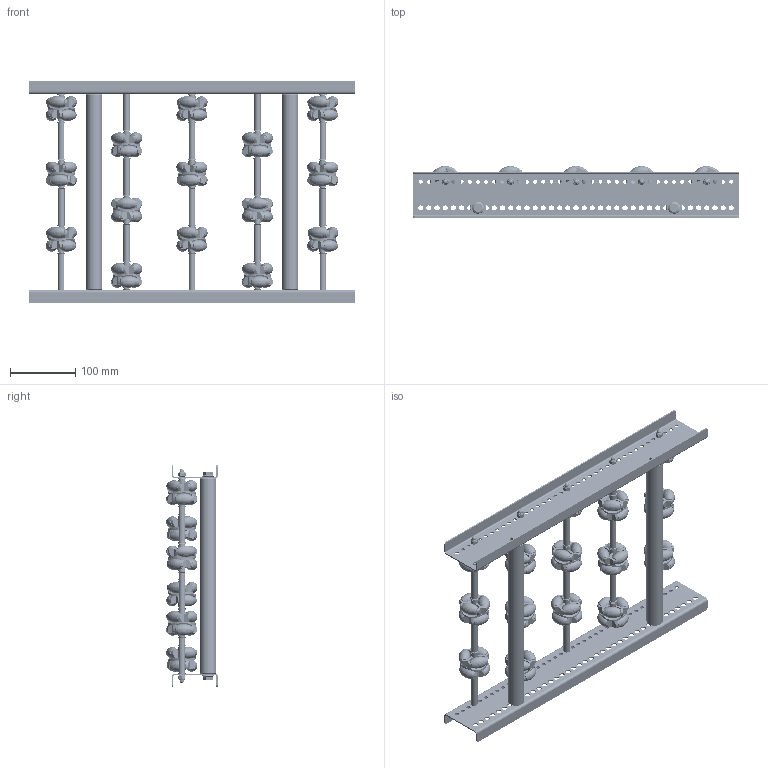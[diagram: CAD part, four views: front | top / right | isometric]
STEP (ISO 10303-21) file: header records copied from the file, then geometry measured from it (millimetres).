
FILE_DESCRIPTION (( 'STEP AP214' ), '1' );
FILE_NAME ('0052573.step', '2021-10-26T12:34:17', ( '' ), ( '' ), 'SwSTEP 2.0', 'SolidWorks 2020', '' );
FILE_SCHEMA (( 'AUTOMOTIVE_DESIGN' ));
Length unit declared in the file: millimetre
Products named in the file (13): 0019730_Tragrollenrohr-Ø10x1,75KU_KFG_0019730_L=55; 0015028_AWR48; Traversen_KFG_L300; Profil-RB-20x70x20x2_S100208_U-PROFIL-20-70-20-2-RB-L=500; S100994_Sperrzahnschraube_M08x16-8.8-A2K; 0027528_BUCHSE-HOHLNIETE ZU AWR48; AWR-Achse-f黵-Konfiguration_L300; 0019719_Gewindestange-M6_L=320; AWR48_Halter; AWR48_Röllchen; AWR48_Stift; 0036819_SICHERUNGS-HUTMUTTER-DIN986-M6; 0052573
Assembly tree (49 placements, depth 4):
  0052573
    Profil-RB-20x70x20x2_S100208_U-PROFIL-20-70-20-2-RB-L=500  x2
    AWR-Achse-f黵-Konfiguration_L300  x5
      0019719_Gewindestange-M6_L=320
      0015028_AWR48
        AWR48_Halter
        AWR48_Röllchen  x6
        AWR48_Stift  x6
      0019730_Tragrollenrohr-Ø10x1,75KU_KFG_0019730_L=55
      0027528_BUCHSE-HOHLNIETE ZU AWR48
    S100994_Sperrzahnschraube_M08x16-8.8-A2K  x4
    Traversen_KFG_L300  x2
    0036819_SICHERUNGS-HUTMUTTER-DIN986-M6  x10
Bounding box: 500 x 78.91 x 340 mm (x, y, z)
Volume: 1031455.3 mm3; surface area: 760654.3 mm2
Topology: 267 solids, 267 shells, 5002 faces, 11636 edges, 7344 vertices
Faces by surface type: cylinder 1978, plane 1680, torus 816, cone 508, sphere 20
Entity records: 16624 total; most frequent: CARTESIAN_POINT 3709, DIRECTION 2681, ORIENTED_EDGE 2362, EDGE_CURVE 1181, AXIS2_PLACEMENT_3D 1131, VERTEX_POINT 754, EDGE_LOOP 659, CIRCLE 618
